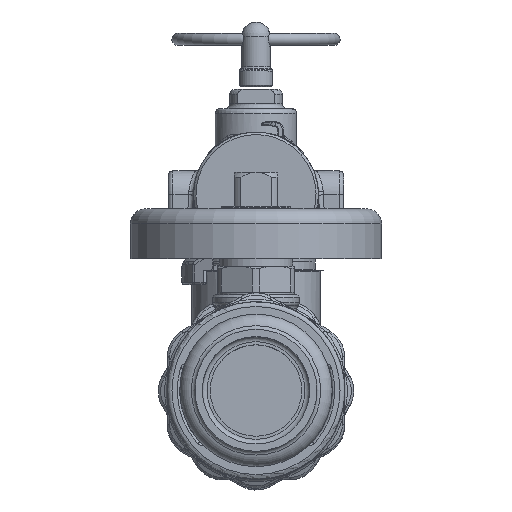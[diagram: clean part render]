
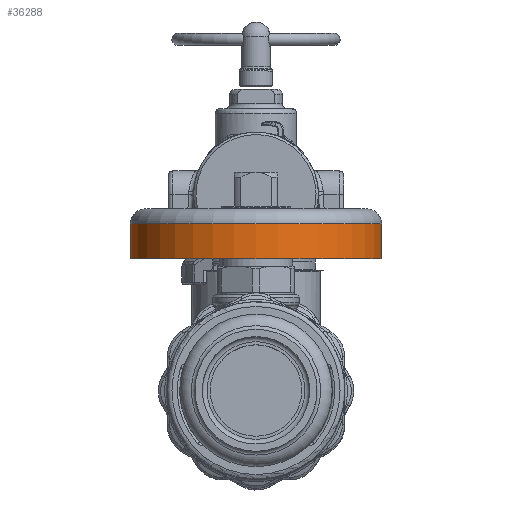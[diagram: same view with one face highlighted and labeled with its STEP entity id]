
A CAD part, top view. The second image highlights one B-rep face of the part: STEP entity #36288.
In plain terms, the highlighted cylindrical face has radius 26.162 mm (diameter 52.324 mm), a full revolution.
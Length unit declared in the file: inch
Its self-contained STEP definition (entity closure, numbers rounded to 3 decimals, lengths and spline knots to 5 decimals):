
#5483=FACE_OUTER_BOUND('',#7931,.T.);
#7931=EDGE_LOOP('',(#32944,#32945,#32946,#32947,#32948));
#11610=CIRCLE('',#40221,1.03);
#11611=CIRCLE('',#40222,1.03);
#11612=CIRCLE('',#40224,1.03);
#12841=LINE('',#145669,#14024);
#14024=VECTOR('',#49013,1.03);
#17035=VERTEX_POINT('',#145662);
#17036=VERTEX_POINT('',#145664);
#17037=VERTEX_POINT('',#145668);
#22353=EDGE_CURVE('',#17035,#17036,#11610,.T.);
#22354=EDGE_CURVE('',#17036,#17035,#11611,.T.);
#22355=EDGE_CURVE('',#17036,#17037,#12841,.T.);
#22356=EDGE_CURVE('',#17037,#17037,#11612,.T.);
#32944=ORIENTED_EDGE('',*,*,#22354,.F.);
#32945=ORIENTED_EDGE('',*,*,#22355,.T.);
#32946=ORIENTED_EDGE('',*,*,#22356,.F.);
#32947=ORIENTED_EDGE('',*,*,#22355,.F.);
#32948=ORIENTED_EDGE('',*,*,#22353,.F.);
#33995=CYLINDRICAL_SURFACE('',#40223,1.03);
#36288=ADVANCED_FACE('',(#5483),#33995,.T.);
#40221=AXIS2_PLACEMENT_3D('',#145665,#49007,#49008);
#40222=AXIS2_PLACEMENT_3D('',#145666,#49009,#49010);
#40223=AXIS2_PLACEMENT_3D('',#145667,#49011,#49012);
#40224=AXIS2_PLACEMENT_3D('',#145670,#49014,#49015);
#49007=DIRECTION('center_axis',(1.,0.,0.));
#49008=DIRECTION('ref_axis',(0.,1.,0.));
#49009=DIRECTION('center_axis',(1.,0.,0.));
#49010=DIRECTION('ref_axis',(0.,1.,0.));
#49011=DIRECTION('center_axis',(1.,0.,0.));
#49012=DIRECTION('ref_axis',(0.,1.,0.));
#49013=DIRECTION('',(-1.,0.,0.));
#49014=DIRECTION('center_axis',(-1.,0.,0.));
#49015=DIRECTION('ref_axis',(0.,1.,0.));
#145662=CARTESIAN_POINT('',(1.3674,1.03,0.));
#145664=CARTESIAN_POINT('',(1.3674,-1.03,0.));
#145665=CARTESIAN_POINT('Origin',(1.3674,0.,
0.));
#145666=CARTESIAN_POINT('Origin',(1.3674,0.,
0.));
#145667=CARTESIAN_POINT('Origin',(1.0824,0.,
0.));
#145668=CARTESIAN_POINT('',(1.0824,-1.03,0.));
#145669=CARTESIAN_POINT('',(1.0824,-1.03,0.));
#145670=CARTESIAN_POINT('Origin',(1.0824,0.,
0.));
